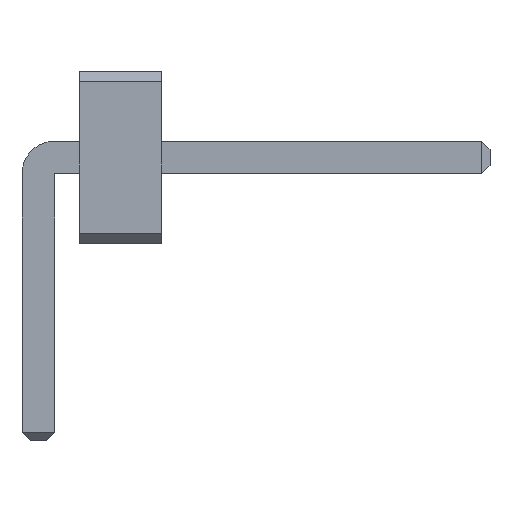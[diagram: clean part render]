
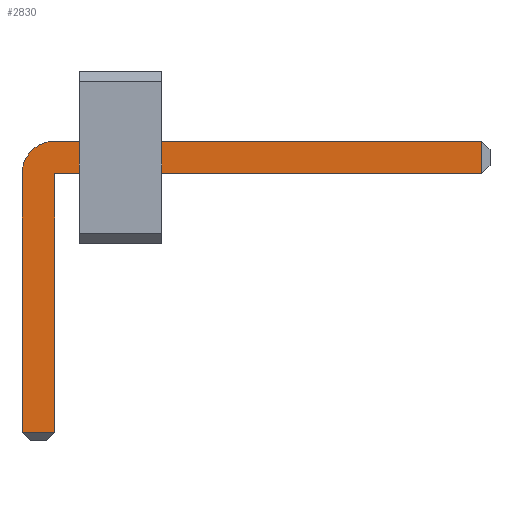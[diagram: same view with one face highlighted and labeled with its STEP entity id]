
A CAD part, front view. The second image highlights one B-rep face of the part: STEP entity #2830.
In plain terms, the highlighted planar face has unit normal (0, -1, 0).
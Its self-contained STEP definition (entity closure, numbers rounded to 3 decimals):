
#13=DIRECTION('',(0.,0.,1.));
#27=VECTOR('',#28,1.);
#28=DIRECTION('',(1.,0.,0.));
#1240=VECTOR('',#13,1.);
#2604=DIRECTION('',(0.,0.,-1.));
#2641=VECTOR('',#2604,1.);
#2648=VECTOR('',#2649,1.);
#2649=DIRECTION('',(-1.,0.,0.));
#2670=DIRECTION('',(-0.,1.,0.));
#2674=DIRECTION('',(0.,1.,0.));
#2675=DIRECTION('',(1.,0.,0.));
#2682=VERTEX_POINT('',#2683);
#2683=CARTESIAN_POINT('',(0.2,-25.6,1.25));
#2685=ORIENTED_EDGE('',*,*,#2686,.T.);
#2686=EDGE_CURVE('',#2682,#2687,#2689,.T.);
#2687=VERTEX_POINT('',#2688);
#2688=CARTESIAN_POINT('',(5.4,-25.6,1.25));
#2689=LINE('',#2690,#27);
#2690=CARTESIAN_POINT('',(-0.2,-25.6,1.25));
#2726=EDGE_CURVE('',#2727,#2682,#2729,.T.);
#2727=VERTEX_POINT('',#2728);
#2728=CARTESIAN_POINT('',(-0.2,-25.6,0.85));
#2729=CIRCLE('',#2730,0.4);
#2730=AXIS2_PLACEMENT_3D('',#2731,#2670,#2604);
#2731=CARTESIAN_POINT('',(0.2,-25.6,0.85));
#2743=VERTEX_POINT('',#2744);
#2744=CARTESIAN_POINT('',(5.4,-25.6,0.85));
#2746=ORIENTED_EDGE('',*,*,#2747,.T.);
#2747=EDGE_CURVE('',#2743,#2748,#2749,.T.);
#2748=VERTEX_POINT('',#2731);
#2749=LINE('',#2750,#2648);
#2750=CARTESIAN_POINT('',(5.5,-25.6,0.85));
#2762=VERTEX_POINT('',#2763);
#2763=CARTESIAN_POINT('',(-0.2,-25.6,-2.3));
#2765=ORIENTED_EDGE('',*,*,#2766,.T.);
#2766=EDGE_CURVE('',#2762,#2727,#2767,.T.);
#2767=LINE('',#2768,#1240);
#2768=CARTESIAN_POINT('',(-0.2,-25.6,-2.4));
#2776=ORIENTED_EDGE('',*,*,#2777,.T.);
#2777=EDGE_CURVE('',#2748,#2778,#2780,.T.);
#2778=VERTEX_POINT('',#2779);
#2779=CARTESIAN_POINT('',(0.2,-25.6,-2.3));
#2780=LINE('',#2731,#2641);
#2830=ADVANCED_FACE('',(#2831),#2840,.F.);
#2831=FACE_BOUND('',#2832,.F.);
#2832=EDGE_LOOP('',(#2685,#2833,#2746,#2776,#2836,#2765,#2839));
#2833=ORIENTED_EDGE('',*,*,#2834,.T.);
#2834=EDGE_CURVE('',#2687,#2743,#2835,.T.);
#2835=LINE('',#2688,#2641);
#2836=ORIENTED_EDGE('',*,*,#2837,.T.);
#2837=EDGE_CURVE('',#2778,#2762,#2838,.T.);
#2838=LINE('',#2779,#2648);
#2839=ORIENTED_EDGE('',*,*,#2726,.T.);
#2840=PLANE('',#2841);
#2841=AXIS2_PLACEMENT_3D('',#2842,#2674,#2675);
#2842=CARTESIAN_POINT('',(1.729,-25.6,0.346));
